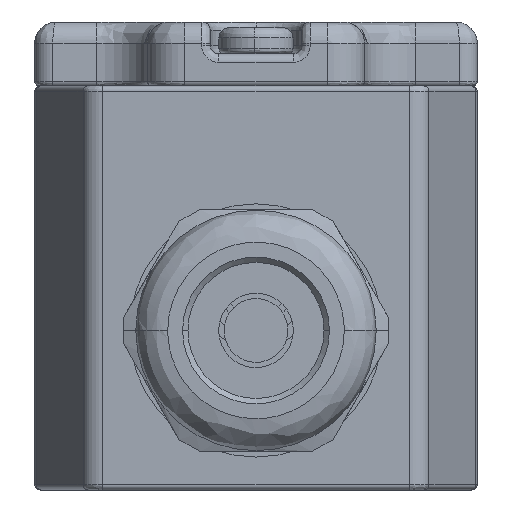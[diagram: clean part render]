
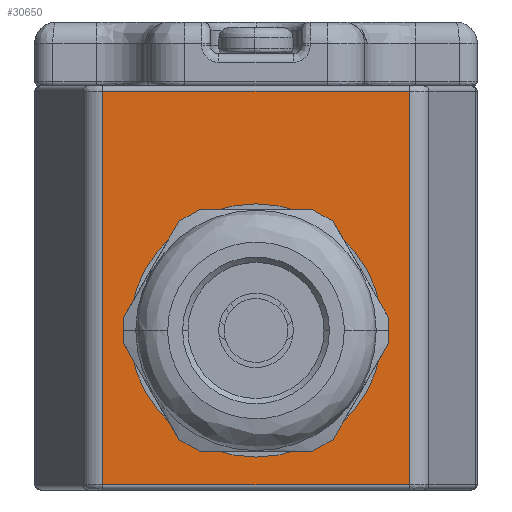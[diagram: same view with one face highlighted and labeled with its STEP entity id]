
A CAD part, front view. The second image highlights one B-rep face of the part: STEP entity #30650.
In plain terms, the highlighted planar face has unit normal (0, -1, 0).
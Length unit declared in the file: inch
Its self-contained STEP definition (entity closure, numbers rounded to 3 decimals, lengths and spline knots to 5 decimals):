
#2548 = VECTOR ( 'NONE', #28947, 39.37008 ) ;
#3321 = FACE_OUTER_BOUND ( 'NONE', #65196, .T. ) ;
#4022 = ORIENTED_EDGE ( 'NONE', *, *, #25281, .F. ) ;
#6446 = VECTOR ( 'NONE', #27441, 39.37008 ) ;
#8576 = DIRECTION ( 'NONE',  ( -1., 0., 0. ) ) ;
#9325 = CARTESIAN_POINT ( 'NONE',  ( -0.56697, -3.14961, 0.01969 ) ) ;
#10924 = DIRECTION ( 'NONE',  ( 1., 0., 0. ) ) ;
#11528 = CARTESIAN_POINT ( 'NONE',  ( -0.56697, -3.14961, 1.49606 ) ) ;
#13445 = CARTESIAN_POINT ( 'NONE',  ( 0.56697, -3.14961, 1.47638 ) ) ;
#13644 = CIRCLE ( 'NONE', #54672, 0.43307 ) ;
#13915 = EDGE_CURVE ( 'NONE', #40622, #63442, #45088, .T. ) ;
#15596 = ORIENTED_EDGE ( 'NONE', *, *, #39347, .F. ) ;
#16021 = CIRCLE ( 'NONE', #23074, 0.43307 ) ;
#18882 = ORIENTED_EDGE ( 'NONE', *, *, #40485, .F. ) ;
#19155 = DIRECTION ( 'NONE',  ( 1., 0., 0. ) ) ;
#19694 = EDGE_CURVE ( 'NONE', #45333, #40622, #26942, .T. ) ;
#20829 = VECTOR ( 'NONE', #8576, 39.37008 ) ;
#21592 = LINE ( 'NONE', #49478, #6446 ) ;
#22879 = VECTOR ( 'NONE', #44867, 39.37008 ) ;
#23074 = AXIS2_PLACEMENT_3D ( 'NONE', #37713, #43205, #10924 ) ;
#23582 = CARTESIAN_POINT ( 'NONE',  ( 0., -3.14961, 0.59055 ) ) ;
#25281 = EDGE_CURVE ( 'NONE', #30824, #41875, #13644, .T. ) ;
#26885 = VERTEX_POINT ( 'NONE', #31066 ) ;
#26942 = LINE ( 'NONE', #11528, #22879 ) ;
#27441 = DIRECTION ( 'NONE',  ( 0., 0., -1. ) ) ;
#28234 = CARTESIAN_POINT ( 'NONE',  ( -0.8189, -3.14961, 1.47638 ) ) ;
#28947 = DIRECTION ( 'NONE',  ( 1., 0., 0. ) ) ;
#30570 = LINE ( 'NONE', #69843, #20829 ) ;
#30650 = ADVANCED_FACE ( 'NONE', ( #3321, #70823 ), #59449, .F. ) ;
#30824 = VERTEX_POINT ( 'NONE', #60546 ) ;
#31066 = CARTESIAN_POINT ( 'NONE',  ( 0.56697, -3.14961, 0.01969 ) ) ;
#31562 = DIRECTION ( 'NONE',  ( 0., 0., 1. ) ) ;
#34049 = ORIENTED_EDGE ( 'NONE', *, *, #19694, .F. ) ;
#37713 = CARTESIAN_POINT ( 'NONE',  ( 0., -3.14961, 0.59055 ) ) ;
#39347 = EDGE_CURVE ( 'NONE', #63442, #26885, #21592, .T. ) ;
#40485 = EDGE_CURVE ( 'NONE', #41875, #30824, #16021, .T. ) ;
#40622 = VERTEX_POINT ( 'NONE', #57451 ) ;
#41875 = VERTEX_POINT ( 'NONE', #69474 ) ;
#41896 = EDGE_CURVE ( 'NONE', #26885, #45333, #30570, .T. ) ;
#43205 = DIRECTION ( 'NONE',  ( 0., -1., 0. ) ) ;
#44867 = DIRECTION ( 'NONE',  ( 0., 0., 1. ) ) ;
#45088 = LINE ( 'NONE', #28234, #2548 ) ;
#45333 = VERTEX_POINT ( 'NONE', #9325 ) ;
#46195 = EDGE_LOOP ( 'NONE', ( #18882, #4022 ) ) ;
#47125 = AXIS2_PLACEMENT_3D ( 'NONE', #70093, #53966, #31562 ) ;
#47557 = ORIENTED_EDGE ( 'NONE', *, *, #41896, .F. ) ;
#49478 = CARTESIAN_POINT ( 'NONE',  ( 0.56697, -3.14961, 1.49606 ) ) ;
#53966 = DIRECTION ( 'NONE',  ( 0., 1., 0. ) ) ;
#54672 = AXIS2_PLACEMENT_3D ( 'NONE', #23582, #69407, #19155 ) ;
#57451 = CARTESIAN_POINT ( 'NONE',  ( -0.56697, -3.14961, 1.47638 ) ) ;
#59449 = PLANE ( 'NONE',  #47125 ) ;
#60546 = CARTESIAN_POINT ( 'NONE',  ( 0., -3.14961, 1.02362 ) ) ;
#63442 = VERTEX_POINT ( 'NONE', #13445 ) ;
#65196 = EDGE_LOOP ( 'NONE', ( #47557, #15596, #65905, #34049 ) ) ;
#65905 = ORIENTED_EDGE ( 'NONE', *, *, #13915, .F. ) ;
#69407 = DIRECTION ( 'NONE',  ( 0., -1., 0. ) ) ;
#69474 = CARTESIAN_POINT ( 'NONE',  ( 0., -3.14961, 0.15748 ) ) ;
#69843 = CARTESIAN_POINT ( 'NONE',  ( -0.8189, -3.14961, 0.01969 ) ) ;
#70093 = CARTESIAN_POINT ( 'NONE',  ( -0.8189, -3.14961, 1.49606 ) ) ;
#70823 = FACE_BOUND ( 'NONE', #46195, .T. ) ;
